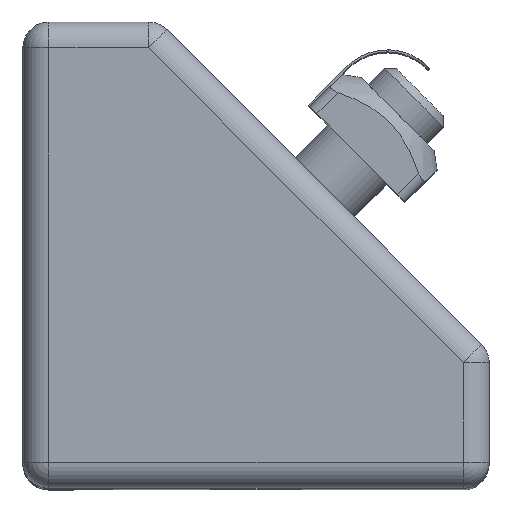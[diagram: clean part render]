
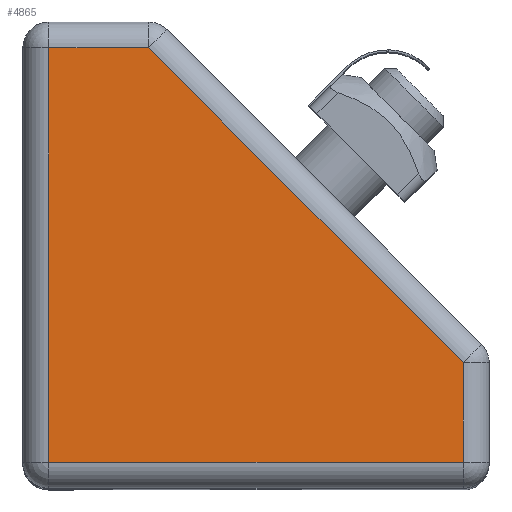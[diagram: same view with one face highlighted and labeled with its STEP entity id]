
A CAD part, top view. The second image highlights one B-rep face of the part: STEP entity #4865.
In plain terms, the highlighted planar face has unit normal (0, 0, 1).
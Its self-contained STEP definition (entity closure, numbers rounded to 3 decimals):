
#592=FACE_OUTER_BOUND('',#847,.T.);
#847=EDGE_LOOP('',(#4501,#4502,#4503,#4504,#4505));
#1416=LINE('',#9166,#1813);
#1417=LINE('',#9169,#1814);
#1420=LINE('',#9186,#1817);
#1421=LINE('',#9189,#1818);
#1424=LINE('',#9203,#1821);
#1813=VECTOR('',#6669,1.);
#1814=VECTOR('',#6672,1.);
#1817=VECTOR('',#6693,1.);
#1818=VECTOR('',#6696,1.);
#1821=VECTOR('',#6715,1.);
#2302=VERTEX_POINT('',#9158);
#2304=VERTEX_POINT('',#9164);
#2305=VERTEX_POINT('',#9168);
#2310=VERTEX_POINT('',#9184);
#2311=VERTEX_POINT('',#9188);
#3022=EDGE_CURVE('',#2304,#2302,#1416,.T.);
#3023=EDGE_CURVE('',#2302,#2305,#1417,.T.);
#3032=EDGE_CURVE('',#2310,#2304,#1420,.T.);
#3033=EDGE_CURVE('',#2305,#2311,#1421,.T.);
#3041=EDGE_CURVE('',#2311,#2310,#1424,.T.);
#4501=ORIENTED_EDGE('',*,*,#3022,.F.);
#4502=ORIENTED_EDGE('',*,*,#3032,.F.);
#4503=ORIENTED_EDGE('',*,*,#3041,.F.);
#4504=ORIENTED_EDGE('',*,*,#3033,.F.);
#4505=ORIENTED_EDGE('',*,*,#3023,.F.);
#4630=PLANE('',#5430);
#4865=ADVANCED_FACE('',(#592),#4630,.T.);
#5430=AXIS2_PLACEMENT_3D('',#9226,#6740,#6741);
#6669=DIRECTION('',(0.707,-0.707,0.));
#6672=DIRECTION('',(0.,-1.,0.));
#6693=DIRECTION('',(1.,0.,0.));
#6696=DIRECTION('',(-1.,0.,0.));
#6715=DIRECTION('',(0.,1.,0.));
#6740=DIRECTION('center_axis',(0.,0.,1.));
#6741=DIRECTION('ref_axis',(1.,0.,0.));
#9158=CARTESIAN_POINT('',(20.,-10.356,3.));
#9164=CARTESIAN_POINT('',(-10.356,20.,3.));
#9166=CARTESIAN_POINT('',(4.822,4.822,3.));
#9168=CARTESIAN_POINT('',(20.,-20.,3.));
#9169=CARTESIAN_POINT('',(20.,-9.32,3.));
#9184=CARTESIAN_POINT('',(-20.,20.,3.));
#9186=CARTESIAN_POINT('',(0.,20.,3.));
#9188=CARTESIAN_POINT('',(-20.,-20.,3.));
#9189=CARTESIAN_POINT('',(22.5,-20.,3.));
#9203=CARTESIAN_POINT('',(-20.,-15.91,3.));
#9226=CARTESIAN_POINT('Origin',(22.5,-9.32,3.));
